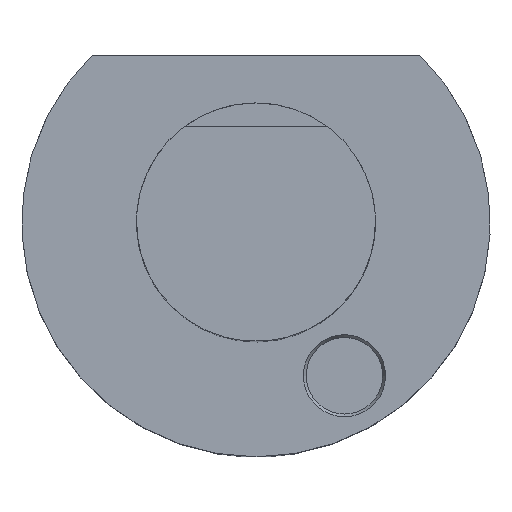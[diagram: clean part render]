
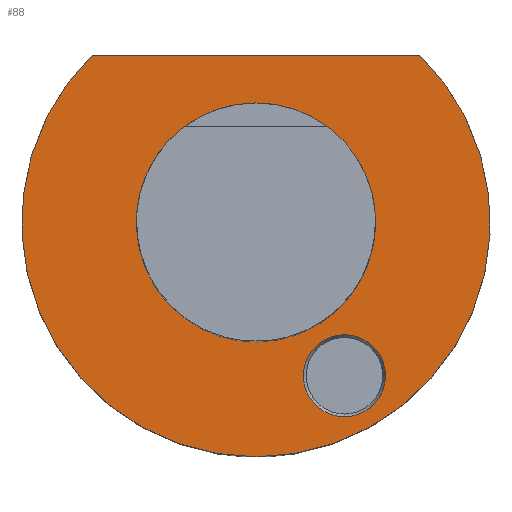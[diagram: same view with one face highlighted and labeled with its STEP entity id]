
A CAD part, top view. The second image highlights one B-rep face of the part: STEP entity #88.
In plain terms, the highlighted planar face has unit normal (0, 0, 1).
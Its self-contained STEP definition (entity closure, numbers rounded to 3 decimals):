
#32=FACE_BOUND('',#152,.T.);
#33=FACE_BOUND('',#153,.T.);
#34=FACE_BOUND('',#154,.T.);
#64=PLANE('',#598);
#88=ADVANCED_FACE('',(#32,#33,#34),#64,.T.);
#152=EDGE_LOOP('',(#258));
#153=EDGE_LOOP('',(#259));
#154=EDGE_LOOP('',(#260,#261));
#191=CIRCLE('',#591,49.);
#194=CIRCLE('',#596,8.584);
#195=CIRCLE('',#597,24.996);
#258=ORIENTED_EDGE('',*,*,#443,.F.);
#259=ORIENTED_EDGE('',*,*,#444,.F.);
#260=ORIENTED_EDGE('',*,*,#430,.F.);
#261=ORIENTED_EDGE('',*,*,#436,.T.);
#373=VERTEX_POINT('',#864);
#374=VERTEX_POINT('',#866);
#384=VERTEX_POINT('',#894);
#385=VERTEX_POINT('',#896);
#430=EDGE_CURVE('',#373,#374,#191,.T.);
#436=EDGE_CURVE('',#373,#374,#494,.T.);
#443=EDGE_CURVE('',#384,#384,#194,.T.);
#444=EDGE_CURVE('',#385,#385,#195,.T.);
#494=LINE('',#880,#532);
#532=VECTOR('',#692,1.);
#591=AXIS2_PLACEMENT_3D('',#865,#682,#683);
#596=AXIS2_PLACEMENT_3D('',#893,#701,#702);
#597=AXIS2_PLACEMENT_3D('',#895,#703,#704);
#598=AXIS2_PLACEMENT_3D('',#897,#705,#706);
#682=DIRECTION('',(0.,0.,-1.));
#683=DIRECTION('',(-1.,0.,0.));
#692=DIRECTION('',(-1.,0.,0.));
#701=DIRECTION('',(0.,0.,1.));
#702=DIRECTION('',(1.,0.,0.));
#703=DIRECTION('',(0.,0.,1.));
#704=DIRECTION('',(1.,0.,0.));
#705=DIRECTION('',(0.,0.,1.));
#706=DIRECTION('',(-1.,0.,0.));
#864=CARTESIAN_POINT('',(34.293,35.,0.));
#865=CARTESIAN_POINT('',(0.,0.,0.));
#866=CARTESIAN_POINT('',(-34.293,35.,0.));
#880=CARTESIAN_POINT('',(-49.,35.,0.));
#893=CARTESIAN_POINT('',(18.5,-32.043,0.));
#894=CARTESIAN_POINT('',(27.084,-32.043,0.));
#895=CARTESIAN_POINT('',(0.,0.,0.));
#896=CARTESIAN_POINT('',(24.996,0.,0.));
#897=CARTESIAN_POINT('',(-49.,0.,0.));
